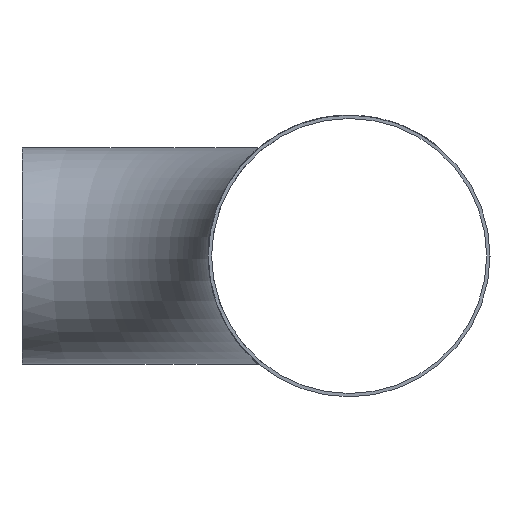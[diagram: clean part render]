
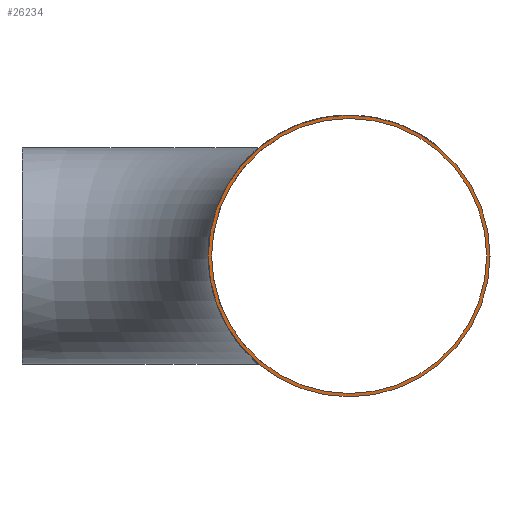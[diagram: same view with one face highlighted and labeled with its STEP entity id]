
A CAD part, left-side view. The second image highlights one B-rep face of the part: STEP entity #26234.
In plain terms, the highlighted planar face has unit normal (-1, 0, 0).
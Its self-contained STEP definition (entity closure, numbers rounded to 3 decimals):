
#2095 = EDGE_LOOP ( 'NONE', ( #5247 ) ) ;
#2210 = CARTESIAN_POINT ( 'NONE',  ( -305., -254.4, 0. ) ) ;
#2696 = ORIENTED_EDGE ( 'NONE', *, *, #33091, .T. ) ;
#2862 = EDGE_LOOP ( 'NONE', ( #2696 ) ) ;
#4753 = CARTESIAN_POINT ( 'NONE',  ( -305., -254.4, 0. ) ) ;
#5247 = ORIENTED_EDGE ( 'NONE', *, *, #10056, .F. ) ;
#5740 = AXIS2_PLACEMENT_3D ( 'NONE', #2210, #36686, #39409 ) ;
#6187 = CARTESIAN_POINT ( 'NONE',  ( -305., -254.4, 0. ) ) ;
#6653 = VERTEX_POINT ( 'NONE', #41159 ) ;
#7668 = PLANE ( 'NONE',  #17923 ) ;
#8108 = FACE_OUTER_BOUND ( 'NONE', #2095, .T. ) ;
#10056 = EDGE_CURVE ( 'NONE', #6653, #6653, #40779, .T. ) ;
#17923 = AXIS2_PLACEMENT_3D ( 'NONE', #4753, #25354, #28068 ) ;
#19993 = AXIS2_PLACEMENT_3D ( 'NONE', #6187, #20054, #36643 ) ;
#20054 = DIRECTION ( 'NONE',  ( 1., 0., 0. ) ) ;
#25354 = DIRECTION ( 'NONE',  ( 1., 0., 0. ) ) ;
#25850 = CIRCLE ( 'NONE', #5740, 106.95 ) ;
#26234 = ADVANCED_FACE ( 'NONE', ( #41738, #8108 ), #7668, .F. ) ;
#28068 = DIRECTION ( 'NONE',  ( 0., 0., -1. ) ) ;
#33091 = EDGE_CURVE ( 'NONE', #41604, #41604, #25850, .T. ) ;
#36643 = DIRECTION ( 'NONE',  ( 0., 0., -1. ) ) ;
#36686 = DIRECTION ( 'NONE',  ( 1., 0., 0. ) ) ;
#39409 = DIRECTION ( 'NONE',  ( 0., 0., -1. ) ) ;
#40779 = CIRCLE ( 'NONE', #19993, 109.55 ) ;
#41159 = CARTESIAN_POINT ( 'NONE',  ( -305., -254.4, -109.55 ) ) ;
#41604 = VERTEX_POINT ( 'NONE', #44300 ) ;
#41738 = FACE_BOUND ( 'NONE', #2862, .T. ) ;
#44300 = CARTESIAN_POINT ( 'NONE',  ( -305., -254.4, -106.95 ) ) ;
